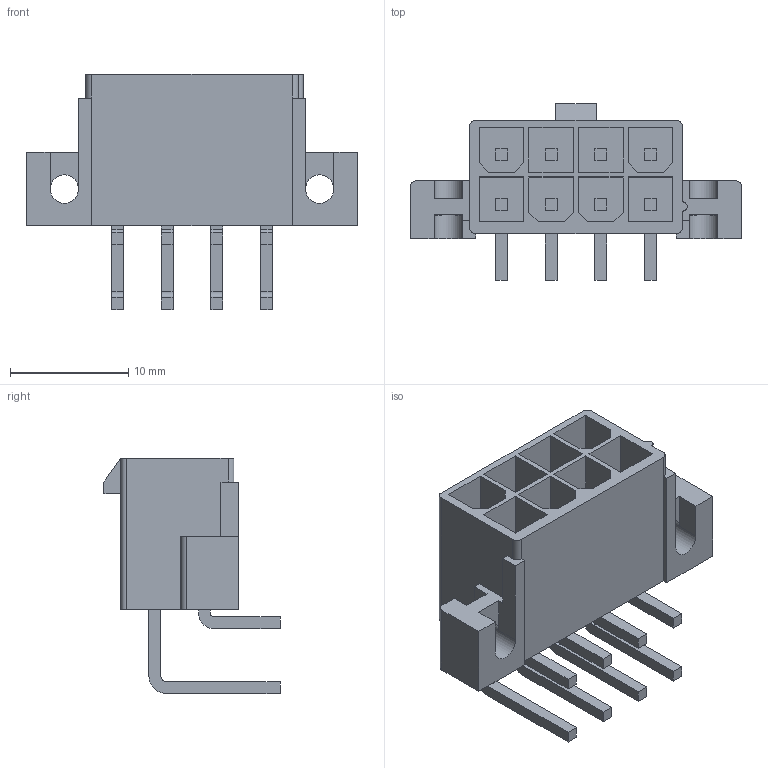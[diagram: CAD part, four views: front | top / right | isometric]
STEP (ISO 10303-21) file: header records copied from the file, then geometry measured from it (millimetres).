
FILE_DESCRIPTION((''),'2;1');
FILE_NAME('039291087','2007-04-12T',('rnarayana'),(''),'PRO/ENGINEER BY PARAMETRIC TECHNOLOGY CORPORATION, 2003451','PRO/ENGINEER BY PARAMETRIC TECHNOLOGY CORPORATION, 2003451','');
FILE_SCHEMA(('CONFIG_CONTROL_DESIGN'));
Length unit declared in the file: millimetre
Products named in the file (1): 039291087
Bounding box: 28 x 14.9 x 19.9 mm (x, y, z)
Volume: 1446.7 mm3; surface area: 3022.1 mm2
Topology: 1 solids, 1 shells, 209 faces, 571 edges, 386 vertices
Faces by surface type: plane 182, cylinder 27
Entity records: 6560 total; most frequent: CARTESIAN_POINT 1144, ORIENTED_EDGE 1098, DIRECTION 1067, EDGE_CURVE 549, VECTOR 497, LINE 497, VERTEX_POINT 362, AXIS2_PLACEMENT_3D 285
